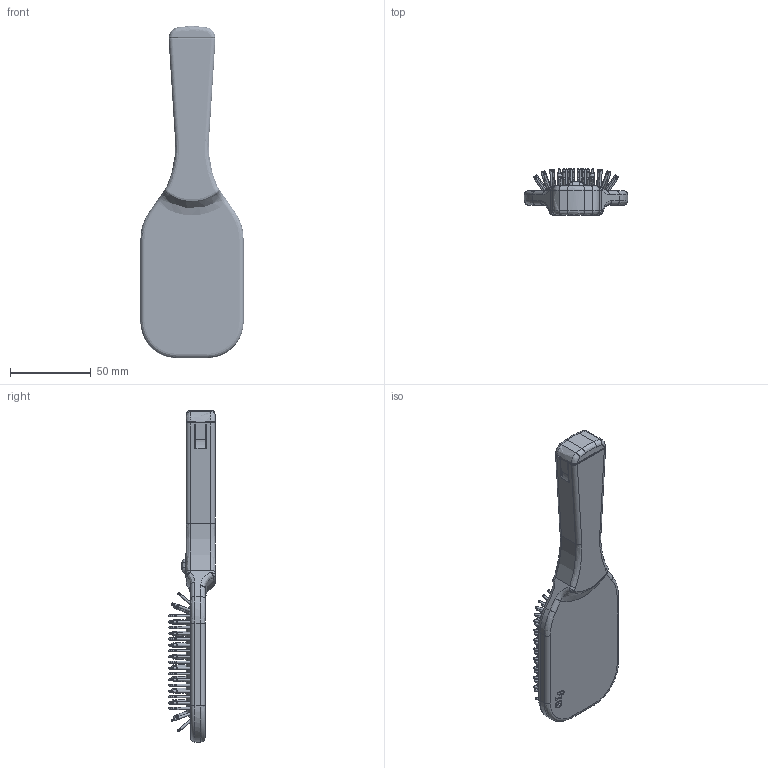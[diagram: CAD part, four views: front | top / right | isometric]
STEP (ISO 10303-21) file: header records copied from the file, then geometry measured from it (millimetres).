
FILE_DESCRIPTION(('FreeCAD Model'),'2;1');
FILE_NAME('Open CASCADE Shape Model','2025-05-04T12:31:41',('FreeCAD'),( 'FreeCAD'),'Open CASCADE STEP processor 7.6','FreeCAD','Unknown');
FILE_SCHEMA(('AUTOMOTIVE_DESIGN { 1 0 10303 214 1 1 1 1 }'));
Products named in the file (1): Open CASCADE STEP translator 7.6 1
Bounding box: 63.99 x 28.68 x 205.8 mm (x, y, z)
Volume: 107464 mm3; surface area: 63708 mm2
Topology: 282 solids, 282 shells, 1663 faces, 3529 edges, 2299 vertices
Faces by surface type: bspline 1663
Entity records: 69722 total; most frequent: CARTESIAN_POINT 49342, ORIENTED_EDGE 6890, EDGE_CURVE 3445, VERTEX_POINT 2299, FACE_BOUND 1702, EDGE_LOOP 1702, ADVANCED_FACE 1663, B_SPLINE_CURVE_WITH_KNOTS 1242
